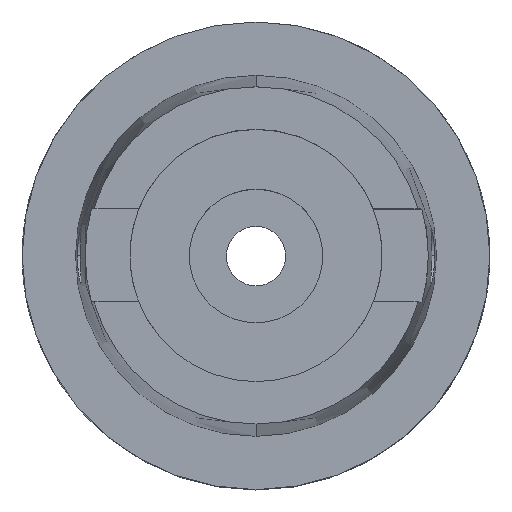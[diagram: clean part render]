
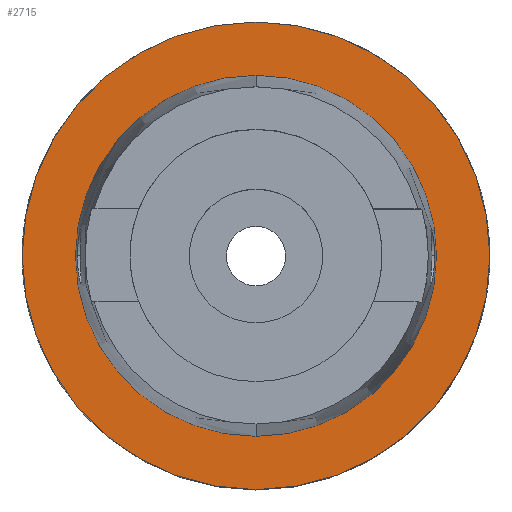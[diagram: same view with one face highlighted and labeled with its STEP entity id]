
A CAD part, top view. The second image highlights one B-rep face of the part: STEP entity #2715.
In plain terms, the highlighted planar face has unit normal (0, 0, 1).
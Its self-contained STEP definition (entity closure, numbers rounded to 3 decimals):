
#342=CARTESIAN_POINT('',(0.,0.,0.));
#343=DIRECTION('',(0.,0.,-1.));
#344=DIRECTION('',(0.,-1.,0.));
#345=AXIS2_PLACEMENT_3D('',#342,#343,#344);
#350=CARTESIAN_POINT('',(0.,0.,0.));
#351=DIRECTION('',(0.,0.,-1.));
#352=DIRECTION('',(0.,1.,0.));
#353=AXIS2_PLACEMENT_3D('',#350,#351,#352);
#358=CARTESIAN_POINT('',(0.,0.,0.));
#359=DIRECTION('',(0.,0.,1.));
#360=DIRECTION('',(0.,-1.,0.));
#361=AXIS2_PLACEMENT_3D('',#358,#359,#360);
#366=CARTESIAN_POINT('',(0.,0.,0.));
#367=DIRECTION('',(0.,0.,1.));
#368=DIRECTION('',(0.,1.,0.));
#369=AXIS2_PLACEMENT_3D('',#366,#367,#368);
#2193=CARTESIAN_POINT('',(0.,-24.315,0.));
#2194=VERTEX_POINT('',#2193);
#2195=CARTESIAN_POINT('',(0.,24.315,0.));
#2196=VERTEX_POINT('',#2195);
#2465=CARTESIAN_POINT('',(0.,31.5,0.));
#2466=VERTEX_POINT('',#2465);
#2467=CARTESIAN_POINT('',(0.,-31.5,0.));
#2468=VERTEX_POINT('',#2467);
#2700=CARTESIAN_POINT('',(0.,0.,0.));
#2701=DIRECTION('',(0.,0.,1.));
#2702=DIRECTION('',(0.,1.,0.));
#2703=AXIS2_PLACEMENT_3D('',#2700,#2701,#2702);
#2704=PLANE('',#2703);
#2706=ORIENTED_EDGE('',*,*,#2705,.T.);
#2708=ORIENTED_EDGE('',*,*,#2707,.T.);
#2709=EDGE_LOOP('',(#2706,#2708));
#2710=FACE_OUTER_BOUND('',#2709,.F.);
#2711=ORIENTED_EDGE('',*,*,#2687,.T.);
#2712=ORIENTED_EDGE('',*,*,#2663,.T.);
#2713=EDGE_LOOP('',(#2711,#2712));
#2714=FACE_BOUND('',#2713,.F.);
#346=CIRCLE('',#345,31.5);
#354=CIRCLE('',#353,31.5);
#362=CIRCLE('',#361,24.315);
#370=CIRCLE('',#369,24.315);
#2663=EDGE_CURVE('',#2196,#2194,#370,.T.);
#2687=EDGE_CURVE('',#2194,#2196,#362,.T.);
#2705=EDGE_CURVE('',#2468,#2466,#346,.T.);
#2707=EDGE_CURVE('',#2466,#2468,#354,.T.);
#2715=ADVANCED_FACE('',(#2710,#2714),#2704,.T.);
